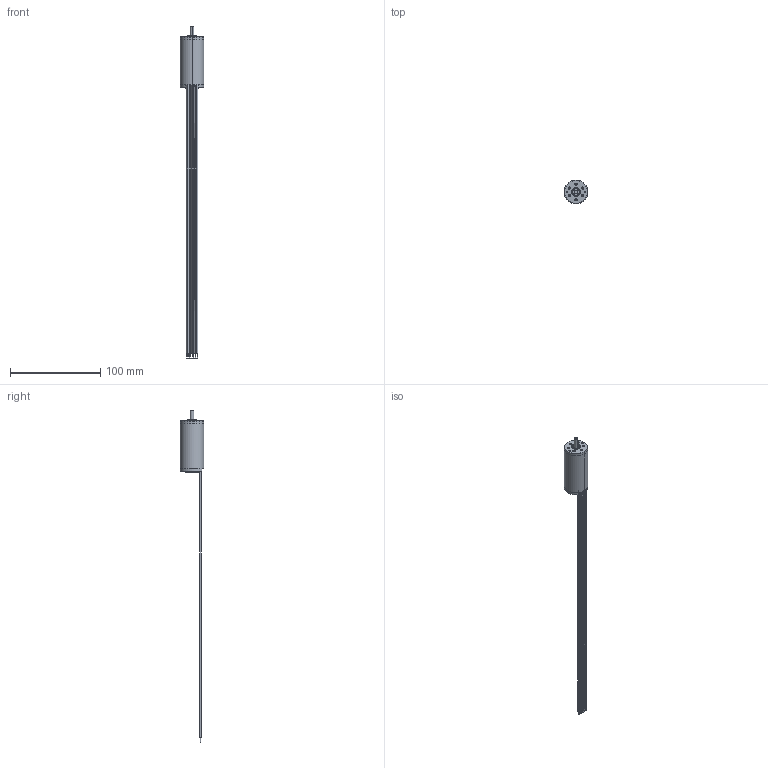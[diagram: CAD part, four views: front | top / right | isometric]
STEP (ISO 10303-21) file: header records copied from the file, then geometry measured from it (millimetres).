
FILE_DESCRIPTION((''),'2;1');
FILE_NAME('4611180000441_SW0001','2023-01-12T15:20:51',('ms27248'),(''),'CREO PARAMETRIC BY PTC INC, 2018100','CREO PARAMETRIC BY PTC INC, 2018100','');
FILE_SCHEMA(('CONFIG_CONTROL_DESIGN'));
Length unit declared in the file: millimetre
Products named in the file (1): 4611180000441_SW0001
Bounding box: 26 x 26 x 368.05 mm (x, y, z)
Surface area: 17988.5 mm2 (no closed solid volume)
Topology: 0 solids, 18 shells, 130 faces, 328 edges, 214 vertices
Faces by surface type: cylinder 64, cone 29, plane 27, bspline 5, torus 4, extrusion 1
Entity records: 4840 total; most frequent: CARTESIAN_POINT 1717, DIRECTION 712, ORIENTED_EDGE 526, EDGE_CURVE 310, AXIS2_PLACEMENT_3D 294, VERTEX_POINT 214, CIRCLE 170, EDGE_LOOP 159
